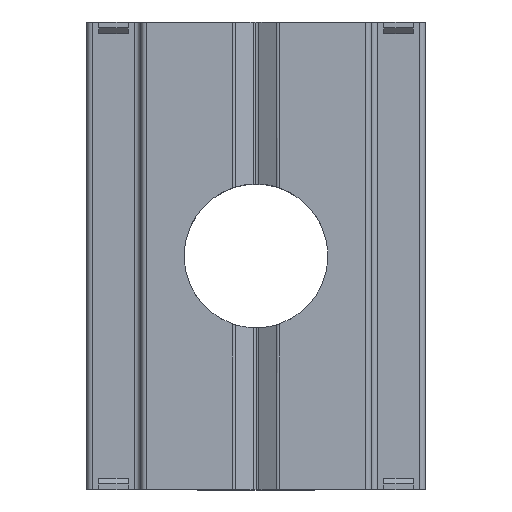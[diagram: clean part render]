
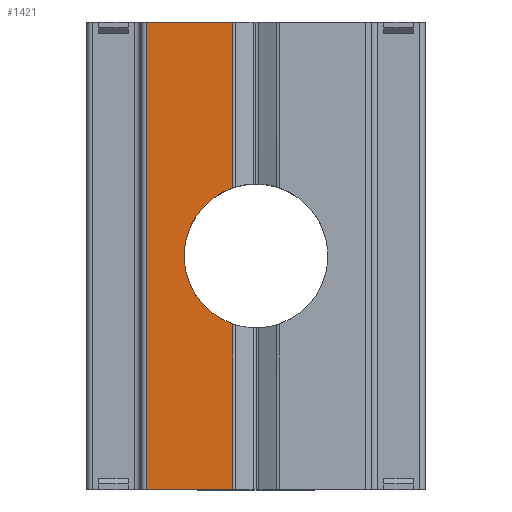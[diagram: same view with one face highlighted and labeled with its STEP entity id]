
A CAD part, top view. The second image highlights one B-rep face of the part: STEP entity #1421.
In plain terms, the highlighted planar face has unit normal (0, 0, 1).
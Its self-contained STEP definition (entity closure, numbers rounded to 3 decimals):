
#7 = CARTESIAN_POINT ( 'NONE',  ( 3.95, -8., 1. ) ) ;
#22 = EDGE_CURVE ( 'NONE', #1217, #308, #1653, .T. ) ;
#45 = DIRECTION ( 'NONE',  ( 1., 0., 0. ) ) ;
#53 = VERTEX_POINT ( 'NONE', #1971 ) ;
#79 = VECTOR ( 'NONE', #2350, 1000. ) ;
#129 = ORIENTED_EDGE ( 'NONE', *, *, #132, .T. ) ;
#132 = EDGE_CURVE ( 'NONE', #2351, #53, #2507, .T. ) ;
#212 = EDGE_CURVE ( 'NONE', #1664, #53, #571, .T. ) ;
#222 = CARTESIAN_POINT ( 'NONE',  ( -0.804, 8., 1. ) ) ;
#224 = DIRECTION ( 'NONE',  ( 0., 0., -1. ) ) ;
#235 = ORIENTED_EDGE ( 'NONE', *, *, #2455, .F. ) ;
#287 = LINE ( 'NONE', #1472, #79 ) ;
#300 = DIRECTION ( 'NONE',  ( 0., -1., 0. ) ) ;
#308 = VERTEX_POINT ( 'NONE', #2319 ) ;
#369 = CARTESIAN_POINT ( 'NONE',  ( 3.95, -8., 1. ) ) ;
#469 = FACE_OUTER_BOUND ( 'NONE', #810, .T. ) ;
#571 = LINE ( 'NONE', #1171, #1130 ) ;
#810 = EDGE_LOOP ( 'NONE', ( #129, #1598, #235, #1551, #2426, #1592 ) ) ;
#1088 = VECTOR ( 'NONE', #45, 1000. ) ;
#1130 = VECTOR ( 'NONE', #300, 1000. ) ;
#1163 = VECTOR ( 'NONE', #1294, 1000. ) ;
#1171 = CARTESIAN_POINT ( 'NONE',  ( -0.804, -8., 1. ) ) ;
#1217 = VERTEX_POINT ( 'NONE', #1933 ) ;
#1258 = CARTESIAN_POINT ( 'NONE',  ( -3.75, -8., 1. ) ) ;
#1294 = DIRECTION ( 'NONE',  ( 0., 1., 0. ) ) ;
#1298 = LINE ( 'NONE', #1389, #1088 ) ;
#1345 = DIRECTION ( 'NONE',  ( 0., 0., -1. ) ) ;
#1389 = CARTESIAN_POINT ( 'NONE',  ( 3.95, 8., 1. ) ) ;
#1421 = ADVANCED_FACE ( 'NONE', ( #469 ), #2035, .F. ) ;
#1472 = CARTESIAN_POINT ( 'NONE',  ( -0.804, -8., 1. ) ) ;
#1551 = ORIENTED_EDGE ( 'NONE', *, *, #22, .F. ) ;
#1570 = DIRECTION ( 'NONE',  ( 0., 1., 0. ) ) ;
#1590 = EDGE_CURVE ( 'NONE', #1750, #1217, #1727, .T. ) ;
#1592 = ORIENTED_EDGE ( 'NONE', *, *, #2053, .F. ) ;
#1598 = ORIENTED_EDGE ( 'NONE', *, *, #212, .F. ) ;
#1653 = LINE ( 'NONE', #1258, #1163 ) ;
#1664 = VERTEX_POINT ( 'NONE', #222 ) ;
#1718 = CARTESIAN_POINT ( 'NONE',  ( -0.804, -2.323, 1. ) ) ;
#1727 = LINE ( 'NONE', #369, #2301 ) ;
#1750 = VERTEX_POINT ( 'NONE', #1785 ) ;
#1785 = CARTESIAN_POINT ( 'NONE',  ( -0.804, -8., 1. ) ) ;
#1933 = CARTESIAN_POINT ( 'NONE',  ( -3.75, -8., 1. ) ) ;
#1950 = DIRECTION ( 'NONE',  ( -1., 0., 0. ) ) ;
#1971 = CARTESIAN_POINT ( 'NONE',  ( -0.804, 2.323, 1. ) ) ;
#2035 = PLANE ( 'NONE',  #2170 ) ;
#2053 = EDGE_CURVE ( 'NONE', #2351, #1750, #287, .T. ) ;
#2170 = AXIS2_PLACEMENT_3D ( 'NONE', #7, #1345, #1570 ) ;
#2218 = CARTESIAN_POINT ( 'NONE',  ( 0., 0., 1. ) ) ;
#2301 = VECTOR ( 'NONE', #1950, 1000. ) ;
#2319 = CARTESIAN_POINT ( 'NONE',  ( -3.75, 8., 1. ) ) ;
#2350 = DIRECTION ( 'NONE',  ( 0., -1., 0. ) ) ;
#2351 = VERTEX_POINT ( 'NONE', #1718 ) ;
#2426 = ORIENTED_EDGE ( 'NONE', *, *, #1590, .F. ) ;
#2455 = EDGE_CURVE ( 'NONE', #308, #1664, #1298, .T. ) ;
#2507 = CIRCLE ( 'NONE', #2536, 2.458 ) ;
#2536 = AXIS2_PLACEMENT_3D ( 'NONE', #2218, #224, #2891 ) ;
#2891 = DIRECTION ( 'NONE',  ( 0., -1., 0. ) ) ;
